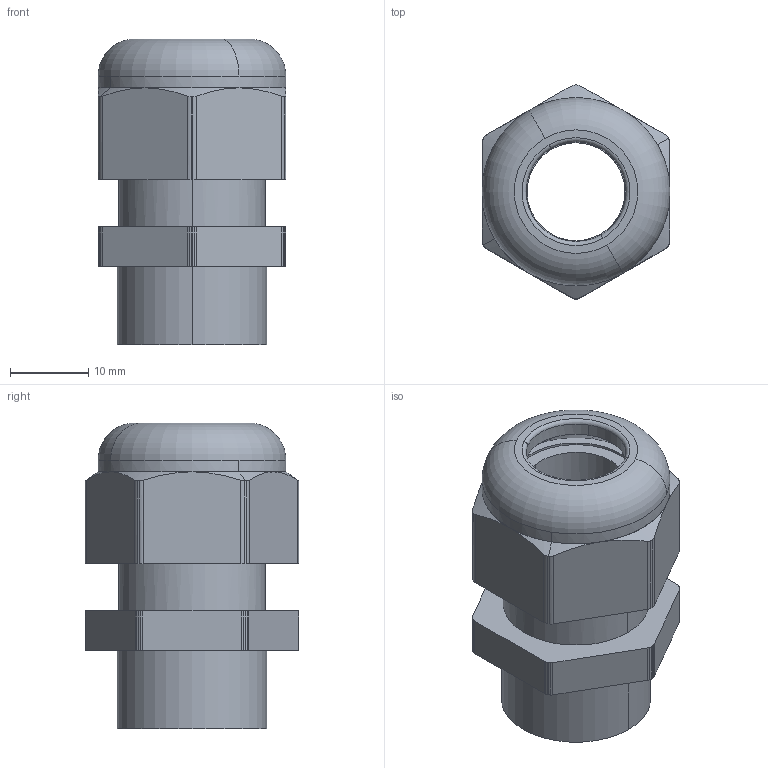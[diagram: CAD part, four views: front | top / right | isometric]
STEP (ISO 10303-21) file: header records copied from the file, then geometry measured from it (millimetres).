
FILE_DESCRIPTION(('CATIA V5 STEP Exchange','CAx-IF Rec.Pracs.--- Model Styling and Organization---1.4--- 2014-01-23'),'2;1');
FILE_NAME ('D1452849_1_1569000000_1569000000.stp','2024-02-13T11:01:29+00:00',('none'),('Weidmueller'),'CATIA Version 5-6 Release 2016 SP3 HF44','CATIA V5 STEP AP214','none');
FILE_SCHEMA(('AUTOMOTIVE_DESIGN { 1 0 10303 214 1 1 1 1 }'));
Length unit declared in the file: millimetre
Products named in the file (1): VG_13.5
Bounding box: 24 x 27.32 x 39 mm (x, y, z)
Volume: 8457.2 mm3; surface area: 7458.6 mm2
Topology: 1 solids, 2 shells, 127 faces, 360 edges, 246 vertices
Faces by surface type: cylinder 62, plane 43, cone 16, torus 6
Entity records: 4481 total; most frequent: CARTESIAN_POINT 1175, ORIENTED_EDGE 720, DIRECTION 521, EDGE_CURVE 360, AXIS2_PLACEMENT_3D 267, VERTEX_POINT 246, CIRCLE 155, VECTOR 144
